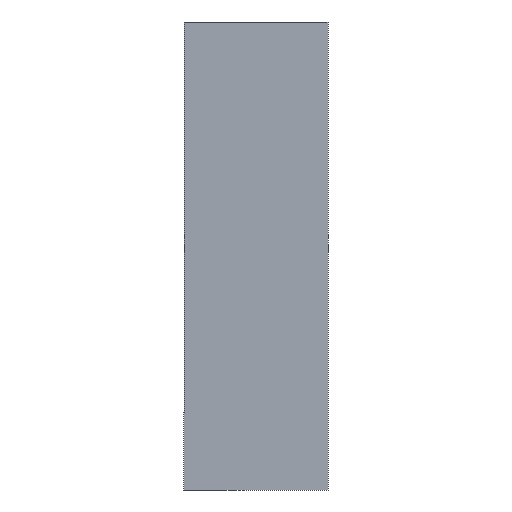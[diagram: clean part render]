
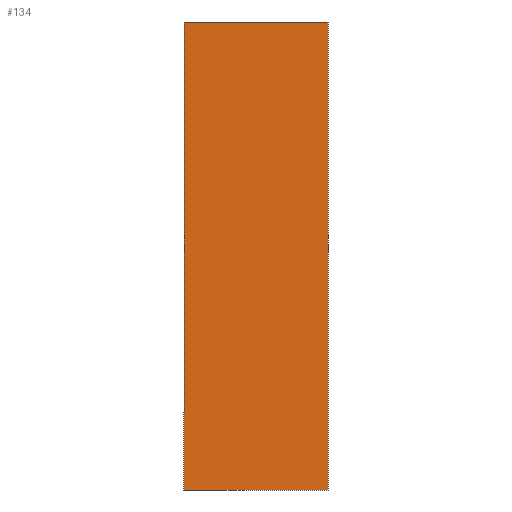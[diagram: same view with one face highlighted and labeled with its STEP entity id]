
A CAD part, left-side view. The second image highlights one B-rep face of the part: STEP entity #134.
In plain terms, the highlighted face is planar.
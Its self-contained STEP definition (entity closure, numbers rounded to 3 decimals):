
#16 = FACE_OUTER_BOUND ( 'NONE', #548, .T. ) ;
#29 = VERTEX_POINT ( 'NONE', #149 ) ;
#30 = DIRECTION ( 'NONE',  ( -1., 0., 0. ) ) ;
#96 = VERTEX_POINT ( 'NONE', #396 ) ;
#117 = CARTESIAN_POINT ( 'NONE',  ( 65., -14., -5. ) ) ;
#121 = LINE ( 'NONE', #810, #598 ) ;
#125 = LINE ( 'NONE', #117, #499 ) ;
#134 = ADVANCED_FACE ( 'NONE', ( #16 ), #522, .T. ) ;
#149 = CARTESIAN_POINT ( 'NONE',  ( 65., -20., -5. ) ) ;
#166 = CARTESIAN_POINT ( 'NONE',  ( -65., -14., -5. ) ) ;
#169 = EDGE_CURVE ( 'NONE', #784, #96, #274, .T. ) ;
#174 = AXIS2_PLACEMENT_3D ( 'NONE', #484, #487, #30 ) ;
#202 = ORIENTED_EDGE ( 'NONE', *, *, #473, .F. ) ;
#274 = LINE ( 'NONE', #166, #385 ) ;
#356 = VERTEX_POINT ( 'NONE', #500 ) ;
#366 = EDGE_CURVE ( 'NONE', #356, #784, #121, .T. ) ;
#385 = VECTOR ( 'NONE', #730, 1000. ) ;
#396 = CARTESIAN_POINT ( 'NONE',  ( -65., -20., -5. ) ) ;
#438 = DIRECTION ( 'NONE',  ( 0., 1., 0. ) ) ;
#473 = EDGE_CURVE ( 'NONE', #96, #29, #731, .T. ) ;
#484 = CARTESIAN_POINT ( 'NONE',  ( -59., -14., -5. ) ) ;
#486 = ORIENTED_EDGE ( 'NONE', *, *, #366, .F. ) ;
#487 = DIRECTION ( 'NONE',  ( 0., 0., -1. ) ) ;
#499 = VECTOR ( 'NONE', #438, 1000. ) ;
#500 = CARTESIAN_POINT ( 'NONE',  ( 65., 20., -5. ) ) ;
#522 = PLANE ( 'NONE',  #174 ) ;
#528 = ORIENTED_EDGE ( 'NONE', *, *, #169, .F. ) ;
#548 = EDGE_LOOP ( 'NONE', ( #202, #528, #486, #551 ) ) ;
#551 = ORIENTED_EDGE ( 'NONE', *, *, #625, .F. ) ;
#598 = VECTOR ( 'NONE', #631, 1000. ) ;
#599 = VECTOR ( 'NONE', #617, 1000. ) ;
#600 = CARTESIAN_POINT ( 'NONE',  ( 59., -20., -5. ) ) ;
#617 = DIRECTION ( 'NONE',  ( 1., 0., 0. ) ) ;
#625 = EDGE_CURVE ( 'NONE', #29, #356, #125, .T. ) ;
#631 = DIRECTION ( 'NONE',  ( -1., 0., 0. ) ) ;
#730 = DIRECTION ( 'NONE',  ( 0., -1., 0. ) ) ;
#731 = LINE ( 'NONE', #600, #599 ) ;
#770 = CARTESIAN_POINT ( 'NONE',  ( -65., 20., -5. ) ) ;
#784 = VERTEX_POINT ( 'NONE', #770 ) ;
#810 = CARTESIAN_POINT ( 'NONE',  ( 59., 20., -5. ) ) ;
